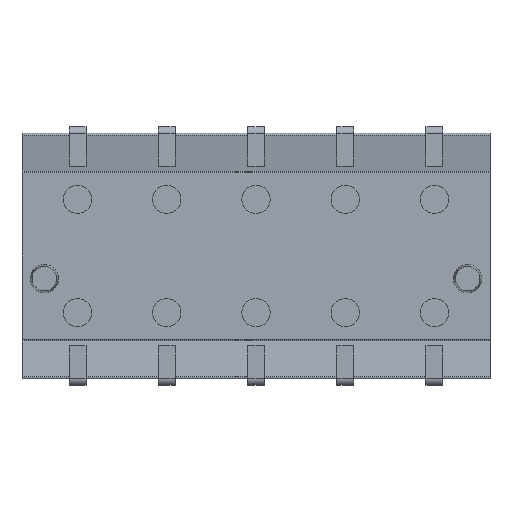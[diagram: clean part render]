
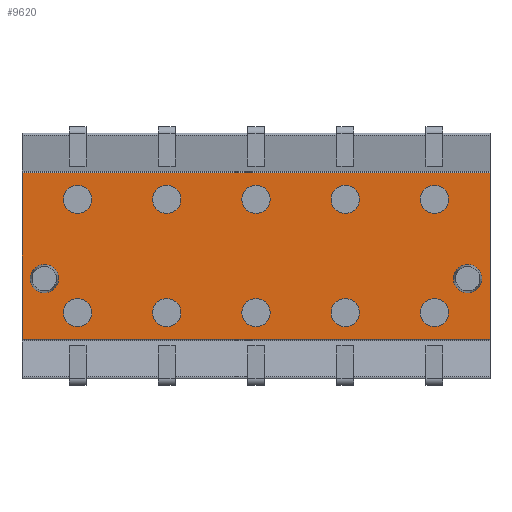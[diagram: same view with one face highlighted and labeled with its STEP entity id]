
A CAD part, front view. The second image highlights one B-rep face of the part: STEP entity #9620.
In plain terms, the highlighted planar face has unit normal (0, -1, 0).
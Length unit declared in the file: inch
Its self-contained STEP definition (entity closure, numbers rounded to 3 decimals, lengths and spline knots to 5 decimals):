
#363=DIRECTION('',(0.,0.,-1.));
#364=VECTOR('',#363,0.293);
#365=CARTESIAN_POINT('',(-0.413,-0.058,0.1465));
#366=LINE('',#365,#364);
#564=DIRECTION('',(0.,0.,-1.));
#565=VECTOR('',#564,0.293);
#566=CARTESIAN_POINT('',(0.413,-0.058,0.1465));
#567=LINE('',#566,#565);
#3273=DIRECTION('',(1.,0.,0.));
#3274=VECTOR('',#3273,0.826);
#3275=CARTESIAN_POINT('',(-0.413,-0.058,0.1465));
#3276=LINE('',#3275,#3274);
#3280=DIRECTION('',(1.,0.,0.));
#3281=VECTOR('',#3280,0.826);
#3282=CARTESIAN_POINT('',(-0.413,-0.058,-0.1465));
#3283=LINE('',#3282,#3281);
#3287=CARTESIAN_POINT('',(0.315,-0.058,-0.1));
#3288=DIRECTION('',(0.,1.,0.));
#3289=DIRECTION('',(-1.,0.,0.));
#3290=AXIS2_PLACEMENT_3D('',#3287,#3288,#3289);
#3295=CARTESIAN_POINT('',(0.315,-0.058,-0.1));
#3296=DIRECTION('',(0.,1.,0.));
#3297=DIRECTION('',(1.,0.,0.));
#3298=AXIS2_PLACEMENT_3D('',#3295,#3296,#3297);
#3303=CARTESIAN_POINT('',(0.1575,-0.058,-0.1));
#3304=DIRECTION('',(0.,1.,0.));
#3305=DIRECTION('',(-1.,0.,0.));
#3306=AXIS2_PLACEMENT_3D('',#3303,#3304,#3305);
#3311=CARTESIAN_POINT('',(0.1575,-0.058,-0.1));
#3312=DIRECTION('',(0.,1.,0.));
#3313=DIRECTION('',(1.,0.,0.));
#3314=AXIS2_PLACEMENT_3D('',#3311,#3312,#3313);
#3319=CARTESIAN_POINT('',(0.,-0.058,-0.1));
#3320=DIRECTION('',(0.,1.,0.));
#3321=DIRECTION('',(-1.,0.,0.));
#3322=AXIS2_PLACEMENT_3D('',#3319,#3320,#3321);
#3327=CARTESIAN_POINT('',(0.,-0.058,-0.1));
#3328=DIRECTION('',(0.,1.,0.));
#3329=DIRECTION('',(1.,0.,0.));
#3330=AXIS2_PLACEMENT_3D('',#3327,#3328,#3329);
#3335=CARTESIAN_POINT('',(-0.1575,-0.058,-0.1));
#3336=DIRECTION('',(0.,1.,0.));
#3337=DIRECTION('',(-1.,0.,0.));
#3338=AXIS2_PLACEMENT_3D('',#3335,#3336,#3337);
#3343=CARTESIAN_POINT('',(-0.1575,-0.058,-0.1));
#3344=DIRECTION('',(0.,1.,0.));
#3345=DIRECTION('',(1.,0.,0.));
#3346=AXIS2_PLACEMENT_3D('',#3343,#3344,#3345);
#3351=CARTESIAN_POINT('',(-0.315,-0.058,-0.1));
#3352=DIRECTION('',(0.,1.,0.));
#3353=DIRECTION('',(-1.,0.,0.));
#3354=AXIS2_PLACEMENT_3D('',#3351,#3352,#3353);
#3359=CARTESIAN_POINT('',(-0.315,-0.058,-0.1));
#3360=DIRECTION('',(0.,1.,0.));
#3361=DIRECTION('',(1.,0.,0.));
#3362=AXIS2_PLACEMENT_3D('',#3359,#3360,#3361);
#3367=CARTESIAN_POINT('',(0.315,-0.058,0.1));
#3368=DIRECTION('',(0.,1.,0.));
#3369=DIRECTION('',(-1.,0.,0.));
#3370=AXIS2_PLACEMENT_3D('',#3367,#3368,#3369);
#3375=CARTESIAN_POINT('',(0.315,-0.058,0.1));
#3376=DIRECTION('',(0.,1.,0.));
#3377=DIRECTION('',(1.,0.,0.));
#3378=AXIS2_PLACEMENT_3D('',#3375,#3376,#3377);
#3383=CARTESIAN_POINT('',(0.1575,-0.058,0.1));
#3384=DIRECTION('',(0.,1.,0.));
#3385=DIRECTION('',(-1.,0.,0.));
#3386=AXIS2_PLACEMENT_3D('',#3383,#3384,#3385);
#3391=CARTESIAN_POINT('',(0.1575,-0.058,0.1));
#3392=DIRECTION('',(0.,1.,0.));
#3393=DIRECTION('',(1.,0.,0.));
#3394=AXIS2_PLACEMENT_3D('',#3391,#3392,#3393);
#3399=CARTESIAN_POINT('',(0.,-0.058,0.1));
#3400=DIRECTION('',(0.,1.,0.));
#3401=DIRECTION('',(-1.,0.,0.));
#3402=AXIS2_PLACEMENT_3D('',#3399,#3400,#3401);
#3407=CARTESIAN_POINT('',(0.,-0.058,0.1));
#3408=DIRECTION('',(0.,1.,0.));
#3409=DIRECTION('',(1.,0.,0.));
#3410=AXIS2_PLACEMENT_3D('',#3407,#3408,#3409);
#3415=CARTESIAN_POINT('',(-0.1575,-0.058,0.1));
#3416=DIRECTION('',(0.,1.,0.));
#3417=DIRECTION('',(-1.,0.,0.));
#3418=AXIS2_PLACEMENT_3D('',#3415,#3416,#3417);
#3423=CARTESIAN_POINT('',(-0.1575,-0.058,0.1));
#3424=DIRECTION('',(0.,1.,0.));
#3425=DIRECTION('',(1.,0.,0.));
#3426=AXIS2_PLACEMENT_3D('',#3423,#3424,#3425);
#3431=CARTESIAN_POINT('',(-0.315,-0.058,0.1));
#3432=DIRECTION('',(0.,1.,0.));
#3433=DIRECTION('',(-1.,0.,0.));
#3434=AXIS2_PLACEMENT_3D('',#3431,#3432,#3433);
#3439=CARTESIAN_POINT('',(-0.315,-0.058,0.1));
#3440=DIRECTION('',(0.,1.,0.));
#3441=DIRECTION('',(1.,0.,0.));
#3442=AXIS2_PLACEMENT_3D('',#3439,#3440,#3441);
#3447=CARTESIAN_POINT('',(0.3735,-0.058,-0.04));
#3448=DIRECTION('',(0.,-1.,0.));
#3449=DIRECTION('',(1.,0.,0.));
#3450=AXIS2_PLACEMENT_3D('',#3447,#3448,#3449);
#3455=CARTESIAN_POINT('',(0.3735,-0.058,-0.04));
#3456=DIRECTION('',(0.,-1.,0.));
#3457=DIRECTION('',(-1.,0.,0.));
#3458=AXIS2_PLACEMENT_3D('',#3455,#3456,#3457);
#3463=CARTESIAN_POINT('',(-0.3735,-0.058,-0.04));
#3464=DIRECTION('',(0.,-1.,0.));
#3465=DIRECTION('',(1.,0.,0.));
#3466=AXIS2_PLACEMENT_3D('',#3463,#3464,#3465);
#3471=CARTESIAN_POINT('',(-0.3735,-0.058,-0.04));
#3472=DIRECTION('',(0.,-1.,0.));
#3473=DIRECTION('',(-1.,0.,0.));
#3474=AXIS2_PLACEMENT_3D('',#3471,#3472,#3473);
#4853=CARTESIAN_POINT('',(-0.413,-0.058,0.1465));
#4855=VERTEX_POINT('',#4853);
#4859=CARTESIAN_POINT('',(0.413,-0.058,0.1465));
#4861=VERTEX_POINT('',#4859);
#4865=CARTESIAN_POINT('',(-0.413,-0.058,-0.1465));
#4866=VERTEX_POINT('',#4865);
#4867=CARTESIAN_POINT('',(0.413,-0.058,-0.1465));
#4868=VERTEX_POINT('',#4867);
#4877=CARTESIAN_POINT('',(0.3985,-0.058,-0.04));
#4878=CARTESIAN_POINT('',(0.3485,-0.058,-0.04));
#4879=VERTEX_POINT('',#4877);
#4880=VERTEX_POINT('',#4878);
#4881=CARTESIAN_POINT('',(-0.3485,-0.058,-0.04));
#4882=CARTESIAN_POINT('',(-0.3985,-0.058,-0.04));
#4883=VERTEX_POINT('',#4881);
#4884=VERTEX_POINT('',#4882);
#4885=CARTESIAN_POINT('',(0.29,-0.058,-0.1));
#4886=CARTESIAN_POINT('',(0.34,-0.058,-0.1));
#4887=VERTEX_POINT('',#4885);
#4888=VERTEX_POINT('',#4886);
#4889=CARTESIAN_POINT('',(0.1325,-0.058,-0.1));
#4890=CARTESIAN_POINT('',(0.1825,-0.058,-0.1));
#4891=VERTEX_POINT('',#4889);
#4892=VERTEX_POINT('',#4890);
#4893=CARTESIAN_POINT('',(-0.025,-0.058,-0.1));
#4894=CARTESIAN_POINT('',(0.025,-0.058,-0.1));
#4895=VERTEX_POINT('',#4893);
#4896=VERTEX_POINT('',#4894);
#4897=CARTESIAN_POINT('',(-0.1825,-0.058,-0.1));
#4898=CARTESIAN_POINT('',(-0.1325,-0.058,-0.1));
#4899=VERTEX_POINT('',#4897);
#4900=VERTEX_POINT('',#4898);
#4901=CARTESIAN_POINT('',(-0.34,-0.058,-0.1));
#4902=CARTESIAN_POINT('',(-0.29,-0.058,-0.1));
#4903=VERTEX_POINT('',#4901);
#4904=VERTEX_POINT('',#4902);
#4905=CARTESIAN_POINT('',(0.29,-0.058,0.1));
#4906=CARTESIAN_POINT('',(0.34,-0.058,0.1));
#4907=VERTEX_POINT('',#4905);
#4908=VERTEX_POINT('',#4906);
#4909=CARTESIAN_POINT('',(0.1325,-0.058,0.1));
#4910=CARTESIAN_POINT('',(0.1825,-0.058,0.1));
#4911=VERTEX_POINT('',#4909);
#4912=VERTEX_POINT('',#4910);
#4913=CARTESIAN_POINT('',(-0.025,-0.058,0.1));
#4914=CARTESIAN_POINT('',(0.025,-0.058,0.1));
#4915=VERTEX_POINT('',#4913);
#4916=VERTEX_POINT('',#4914);
#4917=CARTESIAN_POINT('',(-0.1825,-0.058,0.1));
#4918=CARTESIAN_POINT('',(-0.1325,-0.058,0.1));
#4919=VERTEX_POINT('',#4917);
#4920=VERTEX_POINT('',#4918);
#4921=CARTESIAN_POINT('',(-0.34,-0.058,0.1));
#4922=CARTESIAN_POINT('',(-0.29,-0.058,0.1));
#4923=VERTEX_POINT('',#4921);
#4924=VERTEX_POINT('',#4922);
#9536=CARTESIAN_POINT('',(-0.413,-0.058,0.2165));
#9537=DIRECTION('',(0.,-1.,0.));
#9538=DIRECTION('',(0.,0.,-1.));
#9539=AXIS2_PLACEMENT_3D('',#9536,#9537,#9538);
#9540=PLANE('',#9539);
#9542=ORIENTED_EDGE('',*,*,#9541,.T.);
#9543=ORIENTED_EDGE('',*,*,#6131,.T.);
#9544=ORIENTED_EDGE('',*,*,#9529,.F.);
#9545=ORIENTED_EDGE('',*,*,#6057,.F.);
#9546=EDGE_LOOP('',(#9542,#9543,#9544,#9545));
#9547=FACE_OUTER_BOUND('',#9546,.F.);
#9549=ORIENTED_EDGE('',*,*,#9548,.F.);
#9551=ORIENTED_EDGE('',*,*,#9550,.F.);
#9552=EDGE_LOOP('',(#9549,#9551));
#9553=FACE_BOUND('',#9552,.F.);
#9555=ORIENTED_EDGE('',*,*,#9554,.F.);
#9557=ORIENTED_EDGE('',*,*,#9556,.F.);
#9558=EDGE_LOOP('',(#9555,#9557));
#9559=FACE_BOUND('',#9558,.F.);
#9561=ORIENTED_EDGE('',*,*,#9560,.F.);
#9563=ORIENTED_EDGE('',*,*,#9562,.F.);
#9564=EDGE_LOOP('',(#9561,#9563));
#9565=FACE_BOUND('',#9564,.F.);
#9567=ORIENTED_EDGE('',*,*,#9566,.F.);
#9569=ORIENTED_EDGE('',*,*,#9568,.F.);
#9570=EDGE_LOOP('',(#9567,#9569));
#9571=FACE_BOUND('',#9570,.F.);
#9573=ORIENTED_EDGE('',*,*,#9572,.F.);
#9575=ORIENTED_EDGE('',*,*,#9574,.F.);
#9576=EDGE_LOOP('',(#9573,#9575));
#9577=FACE_BOUND('',#9576,.F.);
#9579=ORIENTED_EDGE('',*,*,#9578,.F.);
#9581=ORIENTED_EDGE('',*,*,#9580,.F.);
#9582=EDGE_LOOP('',(#9579,#9581));
#9583=FACE_BOUND('',#9582,.F.);
#9585=ORIENTED_EDGE('',*,*,#9584,.F.);
#9587=ORIENTED_EDGE('',*,*,#9586,.F.);
#9588=EDGE_LOOP('',(#9585,#9587));
#9589=FACE_BOUND('',#9588,.F.);
#9591=ORIENTED_EDGE('',*,*,#9590,.F.);
#9593=ORIENTED_EDGE('',*,*,#9592,.F.);
#9594=EDGE_LOOP('',(#9591,#9593));
#9595=FACE_BOUND('',#9594,.F.);
#9597=ORIENTED_EDGE('',*,*,#9596,.F.);
#9599=ORIENTED_EDGE('',*,*,#9598,.F.);
#9600=EDGE_LOOP('',(#9597,#9599));
#9601=FACE_BOUND('',#9600,.F.);
#9603=ORIENTED_EDGE('',*,*,#9602,.F.);
#9605=ORIENTED_EDGE('',*,*,#9604,.F.);
#9606=EDGE_LOOP('',(#9603,#9605));
#9607=FACE_BOUND('',#9606,.F.);
#9609=ORIENTED_EDGE('',*,*,#9608,.T.);
#9611=ORIENTED_EDGE('',*,*,#9610,.T.);
#9612=EDGE_LOOP('',(#9609,#9611));
#9613=FACE_BOUND('',#9612,.F.);
#9615=ORIENTED_EDGE('',*,*,#9614,.T.);
#9617=ORIENTED_EDGE('',*,*,#9616,.T.);
#9618=EDGE_LOOP('',(#9615,#9617));
#9619=FACE_BOUND('',#9618,.F.);
#3291=CIRCLE('',#3290,0.025);
#3299=CIRCLE('',#3298,0.025);
#3307=CIRCLE('',#3306,0.025);
#3315=CIRCLE('',#3314,0.025);
#3323=CIRCLE('',#3322,0.025);
#3331=CIRCLE('',#3330,0.025);
#3339=CIRCLE('',#3338,0.025);
#3347=CIRCLE('',#3346,0.025);
#3355=CIRCLE('',#3354,0.025);
#3363=CIRCLE('',#3362,0.025);
#3371=CIRCLE('',#3370,0.025);
#3379=CIRCLE('',#3378,0.025);
#3387=CIRCLE('',#3386,0.025);
#3395=CIRCLE('',#3394,0.025);
#3403=CIRCLE('',#3402,0.025);
#3411=CIRCLE('',#3410,0.025);
#3419=CIRCLE('',#3418,0.025);
#3427=CIRCLE('',#3426,0.025);
#3435=CIRCLE('',#3434,0.025);
#3443=CIRCLE('',#3442,0.025);
#3451=CIRCLE('',#3450,0.025);
#3459=CIRCLE('',#3458,0.025);
#3467=CIRCLE('',#3466,0.025);
#3475=CIRCLE('',#3474,0.025);
#6057=EDGE_CURVE('',#4855,#4866,#366,.T.);
#6131=EDGE_CURVE('',#4861,#4868,#567,.T.);
#9529=EDGE_CURVE('',#4866,#4868,#3283,.T.);
#9541=EDGE_CURVE('',#4855,#4861,#3276,.T.);
#9548=EDGE_CURVE('',#4887,#4888,#3291,.T.);
#9550=EDGE_CURVE('',#4888,#4887,#3299,.T.);
#9554=EDGE_CURVE('',#4891,#4892,#3307,.T.);
#9556=EDGE_CURVE('',#4892,#4891,#3315,.T.);
#9560=EDGE_CURVE('',#4895,#4896,#3323,.T.);
#9562=EDGE_CURVE('',#4896,#4895,#3331,.T.);
#9566=EDGE_CURVE('',#4899,#4900,#3339,.T.);
#9568=EDGE_CURVE('',#4900,#4899,#3347,.T.);
#9572=EDGE_CURVE('',#4903,#4904,#3355,.T.);
#9574=EDGE_CURVE('',#4904,#4903,#3363,.T.);
#9578=EDGE_CURVE('',#4907,#4908,#3371,.T.);
#9580=EDGE_CURVE('',#4908,#4907,#3379,.T.);
#9584=EDGE_CURVE('',#4911,#4912,#3387,.T.);
#9586=EDGE_CURVE('',#4912,#4911,#3395,.T.);
#9590=EDGE_CURVE('',#4915,#4916,#3403,.T.);
#9592=EDGE_CURVE('',#4916,#4915,#3411,.T.);
#9596=EDGE_CURVE('',#4919,#4920,#3419,.T.);
#9598=EDGE_CURVE('',#4920,#4919,#3427,.T.);
#9602=EDGE_CURVE('',#4923,#4924,#3435,.T.);
#9604=EDGE_CURVE('',#4924,#4923,#3443,.T.);
#9608=EDGE_CURVE('',#4879,#4880,#3451,.T.);
#9610=EDGE_CURVE('',#4880,#4879,#3459,.T.);
#9614=EDGE_CURVE('',#4883,#4884,#3467,.T.);
#9616=EDGE_CURVE('',#4884,#4883,#3475,.T.);
#9620=ADVANCED_FACE('',(#9547,#9553,#9559,#9565,#9571,#9577,#9583,#9589,#9595,
#9601,#9607,#9613,#9619),#9540,.T.);
